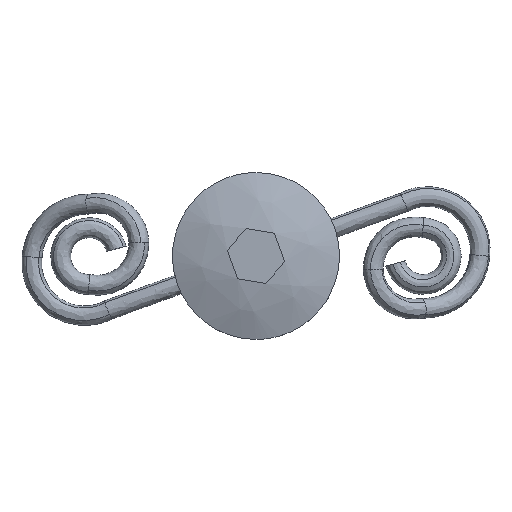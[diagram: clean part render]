
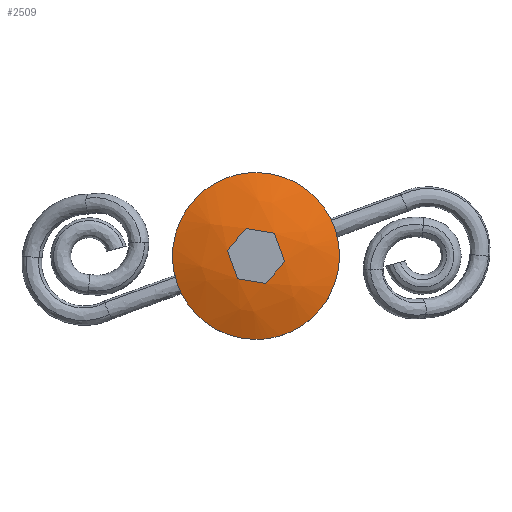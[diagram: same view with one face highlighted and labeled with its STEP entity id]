
A CAD part, top view. The second image highlights one B-rep face of the part: STEP entity #2509.
In plain terms, the highlighted free-form (B-spline) face has degree [2, 2] with [4, 4] control points.
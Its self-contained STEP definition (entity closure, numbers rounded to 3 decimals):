
#760=CARTESIAN_POINT('',(-0.59,4.965,6.947));
#761=VERTEX_POINT('',#760);
#767=CARTESIAN_POINT('',(5.0,0.0,6.947));
#768=VERTEX_POINT('',#767);
#769=CARTESIAN_POINT('',(-0.59,4.965,6.947));
#770=CARTESIAN_POINT('',(-0.296,5.,6.947));
#771=CARTESIAN_POINT('',(0.0,5.0,6.947));
#772=CARTESIAN_POINT('',(5.,5.,6.947));
#773=CARTESIAN_POINT('',(5.0,0.0,6.947));
#781=(BOUNDED_CURVE()B_SPLINE_CURVE(2,(#769,#770,#771,#772,#773),.UNSPECIFIED.,.F.,.U.)B_SPLINE_CURVE_WITH_KNOTS((3,2,3),(0.23,0.25,0.5),.UNSPECIFIED.)CURVE()GEOMETRIC_REPRESENTATION_ITEM()RATIONAL_B_SPLINE_CURVE((0.956,0.976,1.0,0.707,1.0))REPRESENTATION_ITEM(''));
#782=EDGE_CURVE('',#761,#768,#781,.T.);
#784=CARTESIAN_POINT('',(0.305,-4.991,6.947));
#785=VERTEX_POINT('',#784);
#786=CARTESIAN_POINT('',(5.0,0.0,6.947));
#787=CARTESIAN_POINT('',(5.0,-4.704,6.947));
#788=CARTESIAN_POINT('',(0.305,-4.991,6.947));
#796=(BOUNDED_CURVE()B_SPLINE_CURVE(2,(#786,#787,#788),.UNSPECIFIED.,.F.,.U.)B_SPLINE_CURVE_WITH_KNOTS((3,3),(0.5,0.739),.UNSPECIFIED.)CURVE()GEOMETRIC_REPRESENTATION_ITEM()RATIONAL_B_SPLINE_CURVE((1.0,0.72,0.976))REPRESENTATION_ITEM(''));
#797=EDGE_CURVE('',#768,#785,#796,.T.);
#871=CARTESIAN_POINT('',(-5.0,0.0,6.947));
#872=VERTEX_POINT('',#871);
#873=CARTESIAN_POINT('',(0.305,-4.991,6.947));
#874=CARTESIAN_POINT('',(0.153,-5.0,6.947));
#875=CARTESIAN_POINT('',(0.0,-5.0,6.947));
#876=CARTESIAN_POINT('',(-5.,-5.,6.947));
#877=CARTESIAN_POINT('',(-5.0,0.0,6.947));
#885=(BOUNDED_CURVE()B_SPLINE_CURVE(2,(#873,#874,#875,#876,#877),.UNSPECIFIED.,.F.,.U.)B_SPLINE_CURVE_WITH_KNOTS((3,2,3),(0.739,0.75,1.0),.UNSPECIFIED.)CURVE()GEOMETRIC_REPRESENTATION_ITEM()RATIONAL_B_SPLINE_CURVE((0.976,0.988,1.0,0.707,1.0))REPRESENTATION_ITEM(''));
#886=EDGE_CURVE('',#785,#872,#885,.T.);
#888=CARTESIAN_POINT('',(-5.0,0.0,6.947));
#889=CARTESIAN_POINT('',(-5.,4.441,6.947));
#890=CARTESIAN_POINT('',(-0.59,4.965,6.947));
#898=(BOUNDED_CURVE()B_SPLINE_CURVE(2,(#888,#889,#890),.UNSPECIFIED.,.F.,.U.)B_SPLINE_CURVE_WITH_KNOTS((3,3),(0.0,0.23),.UNSPECIFIED.)CURVE()GEOMETRIC_REPRESENTATION_ITEM()RATIONAL_B_SPLINE_CURVE((1.0,0.731,0.956))REPRESENTATION_ITEM(''));
#899=EDGE_CURVE('',#872,#761,#898,.T.);
#2204=CARTESIAN_POINT('',(-1.644,-0.599,7.829));
#2205=VERTEX_POINT('',#2204);
#2206=CARTESIAN_POINT('',(-0.334,-1.718,7.829));
#2207=VERTEX_POINT('',#2206);
#2208=CARTESIAN_POINT('',(-1.644,-0.599,7.829));
#2209=CARTESIAN_POINT('',(-0.989,-1.158,7.886));
#2210=CARTESIAN_POINT('',(-0.334,-1.718,7.829));
#2218=(BOUNDED_CURVE()B_SPLINE_CURVE(2,(#2208,#2209,#2210),.UNSPECIFIED.,.F.,.U.)CURVE()GEOMETRIC_REPRESENTATION_ITEM()QUASI_UNIFORM_CURVE()RATIONAL_B_SPLINE_CURVE((1.0,0.998,1.0))REPRESENTATION_ITEM(''));
#2219=EDGE_CURVE('',#2205,#2207,#2218,.T.);
#2240=CARTESIAN_POINT('',(-1.36,1.101,7.829));
#2241=VERTEX_POINT('',#2240);
#2242=CARTESIAN_POINT('',(-1.36,1.101,7.829));
#2243=CARTESIAN_POINT('',(-1.502,0.251,7.886));
#2244=CARTESIAN_POINT('',(-1.644,-0.599,7.829));
#2252=(BOUNDED_CURVE()B_SPLINE_CURVE(2,(#2242,#2243,#2244),.UNSPECIFIED.,.F.,.U.)CURVE()GEOMETRIC_REPRESENTATION_ITEM()QUASI_UNIFORM_CURVE()RATIONAL_B_SPLINE_CURVE((1.0,0.998,1.0))REPRESENTATION_ITEM(''));
#2253=EDGE_CURVE('',#2241,#2205,#2252,.T.);
#2270=CARTESIAN_POINT('',(0.334,1.718,7.829));
#2271=VERTEX_POINT('',#2270);
#2272=CARTESIAN_POINT('',(0.334,1.718,7.829));
#2273=CARTESIAN_POINT('',(-0.513,1.41,7.892));
#2274=CARTESIAN_POINT('',(-1.36,1.101,7.829));
#2282=(BOUNDED_CURVE()B_SPLINE_CURVE(2,(#2272,#2273,#2274),.UNSPECIFIED.,.F.,.U.)CURVE()GEOMETRIC_REPRESENTATION_ITEM()QUASI_UNIFORM_CURVE()RATIONAL_B_SPLINE_CURVE((1.0,0.998,1.0))REPRESENTATION_ITEM(''));
#2283=EDGE_CURVE('',#2271,#2241,#2282,.T.);
#2300=CARTESIAN_POINT('',(1.644,0.599,7.829));
#2301=VERTEX_POINT('',#2300);
#2302=CARTESIAN_POINT('',(1.644,0.599,7.829));
#2303=CARTESIAN_POINT('',(0.989,1.158,7.886));
#2304=CARTESIAN_POINT('',(0.334,1.718,7.829));
#2312=(BOUNDED_CURVE()B_SPLINE_CURVE(2,(#2302,#2303,#2304),.UNSPECIFIED.,.F.,.U.)CURVE()GEOMETRIC_REPRESENTATION_ITEM()QUASI_UNIFORM_CURVE()RATIONAL_B_SPLINE_CURVE((1.0,0.998,1.0))REPRESENTATION_ITEM(''));
#2313=EDGE_CURVE('',#2301,#2271,#2312,.T.);
#2330=CARTESIAN_POINT('',(1.36,-1.101,7.829));
#2331=VERTEX_POINT('',#2330);
#2332=CARTESIAN_POINT('',(1.36,-1.101,7.829));
#2333=CARTESIAN_POINT('',(1.502,-0.251,7.886));
#2334=CARTESIAN_POINT('',(1.644,0.599,7.829));
#2342=(BOUNDED_CURVE()B_SPLINE_CURVE(2,(#2332,#2333,#2334),.UNSPECIFIED.,.F.,.U.)CURVE()GEOMETRIC_REPRESENTATION_ITEM()QUASI_UNIFORM_CURVE()RATIONAL_B_SPLINE_CURVE((1.0,0.998,1.0))REPRESENTATION_ITEM(''));
#2343=EDGE_CURVE('',#2331,#2301,#2342,.T.);
#2360=CARTESIAN_POINT('',(-0.334,-1.718,7.829));
#2361=CARTESIAN_POINT('',(0.513,-1.41,7.892));
#2362=CARTESIAN_POINT('',(1.36,-1.101,7.829));
#2370=(BOUNDED_CURVE()B_SPLINE_CURVE(2,(#2360,#2361,#2362),.UNSPECIFIED.,.F.,.U.)CURVE()GEOMETRIC_REPRESENTATION_ITEM()QUASI_UNIFORM_CURVE()RATIONAL_B_SPLINE_CURVE((1.0,0.998,1.0))REPRESENTATION_ITEM(''));
#2371=EDGE_CURVE('',#2207,#2331,#2370,.T.);
#2471=CARTESIAN_POINT('',(-5.215,-5.215,5.653));
#2472=CARTESIAN_POINT('',(-2.728,-5.455,6.747));
#2473=CARTESIAN_POINT('',(2.728,-5.455,6.747));
#2474=CARTESIAN_POINT('',(5.215,-5.215,5.653));
#2475=CARTESIAN_POINT('',(-5.455,-2.728,6.747));
#2476=CARTESIAN_POINT('',(-2.86,-2.86,7.947));
#2477=CARTESIAN_POINT('',(2.86,-2.86,7.947));
#2478=CARTESIAN_POINT('',(5.455,-2.728,6.747));
#2479=CARTESIAN_POINT('',(-5.455,2.728,6.747));
#2480=CARTESIAN_POINT('',(-2.86,2.86,7.947));
#2481=CARTESIAN_POINT('',(2.86,2.86,7.947));
#2482=CARTESIAN_POINT('',(5.455,2.728,6.747));
#2483=CARTESIAN_POINT('',(-5.215,5.215,5.653));
#2484=CARTESIAN_POINT('',(-2.728,5.455,6.747));
#2485=CARTESIAN_POINT('',(2.728,5.455,6.747));
#2486=CARTESIAN_POINT('',(5.215,5.215,5.653));
#2494=(BOUNDED_SURFACE()B_SPLINE_SURFACE(2,2,((#2471,#2475,#2479,#2483),(#2472,#2476,#2480,#2484),(#2473,#2477,#2481,#2485),(#2474,#2478,#2482,#2486)),.UNSPECIFIED.,.F.,.F.,.U.)B_SPLINE_SURFACE_WITH_KNOTS((3,1,3),(3,1,3),(0.0,5.584,11.169),(0.0,5.584,11.169),.UNSPECIFIED.)GEOMETRIC_REPRESENTATION_ITEM()RATIONAL_B_SPLINE_SURFACE(((1.097,1.048,1.048,1.097),(1.048,1.0,1.0,1.048),(1.048,1.0,1.0,1.048),(1.097,1.048,1.048,1.097)))REPRESENTATION_ITEM('')SURFACE());
#2495=ORIENTED_EDGE('',*,*,#886,.F.);
#2496=ORIENTED_EDGE('',*,*,#797,.F.);
#2497=ORIENTED_EDGE('',*,*,#782,.F.);
#2498=ORIENTED_EDGE('',*,*,#899,.F.);
#2499=EDGE_LOOP('',(#2495,#2496,#2497,#2498));
#2500=FACE_OUTER_BOUND('',#2499,.T.);
#2501=ORIENTED_EDGE('',*,*,#2371,.F.);
#2502=ORIENTED_EDGE('',*,*,#2219,.F.);
#2503=ORIENTED_EDGE('',*,*,#2253,.F.);
#2504=ORIENTED_EDGE('',*,*,#2283,.F.);
#2505=ORIENTED_EDGE('',*,*,#2313,.F.);
#2506=ORIENTED_EDGE('',*,*,#2343,.F.);
#2507=EDGE_LOOP('',(#2501,#2502,#2503,#2504,#2505,#2506));
#2508=FACE_BOUND('',#2507,.T.);
#2509=ADVANCED_FACE('',(#2500,#2508),#2494,.T.);
